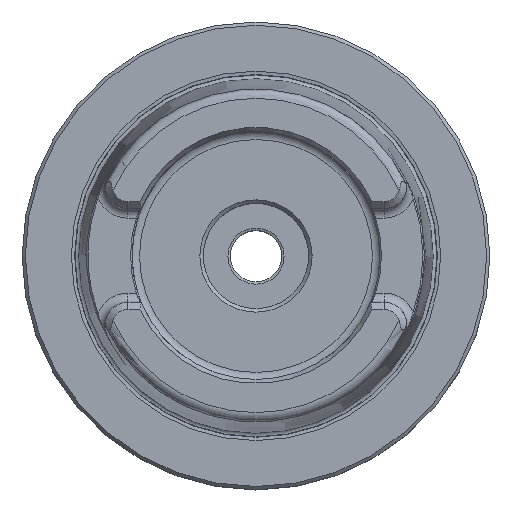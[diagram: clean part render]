
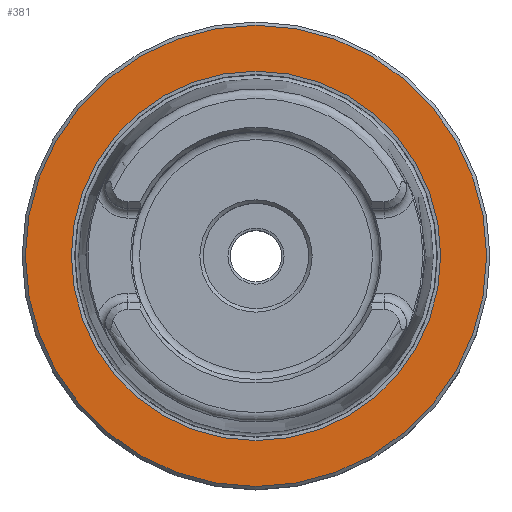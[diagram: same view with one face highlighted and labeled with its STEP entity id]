
A CAD part, top view. The second image highlights one B-rep face of the part: STEP entity #381.
In plain terms, the highlighted planar face has unit normal (0, 0, 1).
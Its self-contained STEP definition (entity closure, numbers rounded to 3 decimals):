
#381=ADVANCED_FACE('',(#547,#548),#466,.F.);
#466=PLANE('',#1815);
#547=FACE_BOUND('',#651,.T.);
#548=FACE_BOUND('',#652,.T.);
#651=EDGE_LOOP('',(#869));
#652=EDGE_LOOP('',(#870));
#869=ORIENTED_EDGE('',*,*,#1387,.T.);
#870=ORIENTED_EDGE('',*,*,#1382,.T.);
#1232=VERTEX_POINT('',#2895);
#1237=VERTEX_POINT('',#2911);
#1382=EDGE_CURVE('',#1232,#1232,#1603,.T.);
#1387=EDGE_CURVE('',#1237,#1237,#1608,.T.);
#1603=CIRCLE('',#1803,39.482);
#1608=CIRCLE('',#1814,49.3);
#1803=AXIS2_PLACEMENT_3D('',#2894,#2112,#2113);
#1814=AXIS2_PLACEMENT_3D('',#2910,#2134,#2135);
#1815=AXIS2_PLACEMENT_3D('',#2912,#2136,#2137);
#2112=DIRECTION('',(0.,0.,-1.));
#2113=DIRECTION('',(-1.,0.,0.));
#2134=DIRECTION('',(0.,0.,1.));
#2135=DIRECTION('',(-1.,0.,0.));
#2136=DIRECTION('',(0.,0.,-1.));
#2137=DIRECTION('',(1.,0.,0.));
#2894=CARTESIAN_POINT('',(0.,0.,0.));
#2895=CARTESIAN_POINT('',(-39.482,0.,0.));
#2910=CARTESIAN_POINT('',(0.,0.,0.));
#2911=CARTESIAN_POINT('',(-49.3,0.,0.));
#2912=CARTESIAN_POINT('',(50.,0.,0.));
